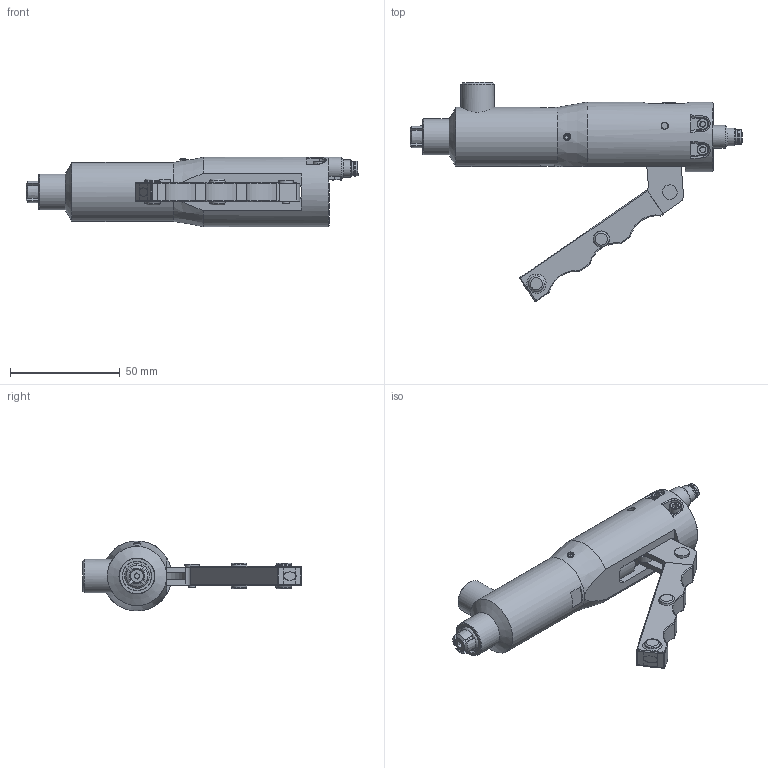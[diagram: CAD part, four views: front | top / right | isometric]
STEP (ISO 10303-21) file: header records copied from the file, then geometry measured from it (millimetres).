
FILE_DESCRIPTION(/* description */ (''),/* implementation_level */ '2;1');
FILE_NAME(/* name */ 'FNL022021CV04ANA.stp',/* time_stamp */ '2020-06-09T10:43:02-05:00',/* author */ ('jake.chandler'),/* organization */ ('FasTest,Inc.'),/* preprocessor_version */ 'ST-DEVELOPER v17.2',/* originating_system */ 'Autodesk Inventor 2019',/* authorisation */ '');
FILE_SCHEMA (('AUTOMOTIVE_DESIGN { 1 0 10303 214 3 1 1 }'));
Length unit declared in the file: inch
Products named in the file (1): FNL022021CV04ANA_Shrinkwrap_1
Bounding box: 151.12 x 99.67 x 31.74 mm (x, y, z)
Volume: 91182.6 mm3; surface area: 24432.9 mm2
Topology: 3 solids, 3 shells, 391 faces, 1026 edges, 666 vertices
Faces by surface type: plane 179, cylinder 109, cone 61, torus 19, bspline 17, sphere 6
Full cylindrical faces by diameter (mm): 0.7 x6, 1.45 x1, 2.381 x1, 3.124 x1, 3.175 x2, 3.2 x1, 3.302 x2, 4.648 x1, 4.762 x1, 4.801 x2, 4.978 x1, 5.207 x2, 5.8 x1, 5.944 x1, 6.401 x2, 6.5 x1, 6.6 x1, 6.604 x1, 6.9 x1, 7.938 x2, 7.95 x1, 7.97 x1, 8.331 x1, 10.42 x1, 14.605 x1, 15.189 x1, 16.383 x1, 26.924 x1, 31.75 x1
Entity records: 13848 total; most frequent: CARTESIAN_POINT 3643, DIRECTION 2044, ORIENTED_EDGE 2022, EDGE_CURVE 1011, AXIS2_PLACEMENT_3D 798, VERTEX_POINT 667, LINE 448, VECTOR 448
